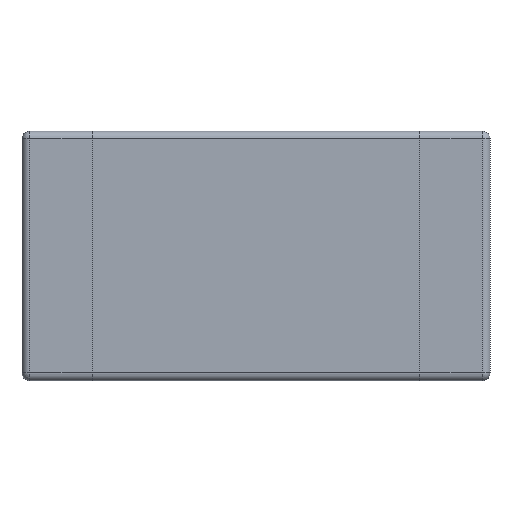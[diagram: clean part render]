
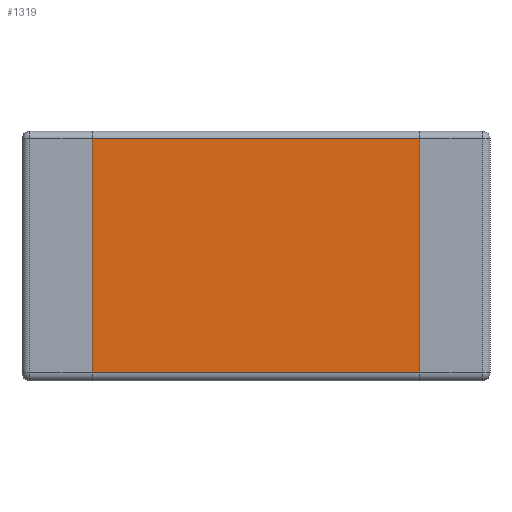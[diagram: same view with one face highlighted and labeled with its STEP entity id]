
A CAD part, front view. The second image highlights one B-rep face of the part: STEP entity #1319.
In plain terms, the highlighted planar face has unit normal (0, -1, 0).
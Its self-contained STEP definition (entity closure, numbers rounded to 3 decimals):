
#105 = CARTESIAN_POINT ( 'NONE',  ( -1.05, 0., 0.75 ) ) ;
#339 = CARTESIAN_POINT ( 'NONE',  ( 1.05, 0., 0.75 ) ) ;
#554 = FACE_OUTER_BOUND ( 'NONE', #1320, .T. ) ;
#584 = DIRECTION ( 'NONE',  ( -1., 0., 0. ) ) ;
#585 = VECTOR ( 'NONE', #584, 1000. ) ;
#586 = CARTESIAN_POINT ( 'NONE',  ( -1.5, 0., 0.75 ) ) ;
#588 = LINE ( 'NONE', #586, #585 ) ;
#589 = DIRECTION ( 'NONE',  ( 1., 0., 0. ) ) ;
#590 = VECTOR ( 'NONE', #589, 1000. ) ;
#591 = CARTESIAN_POINT ( 'NONE',  ( 1.5, 0., -0.75 ) ) ;
#592 = LINE ( 'NONE', #591, #590 ) ;
#593 = DIRECTION ( 'NONE',  ( 0., 0., -1. ) ) ;
#594 = DIRECTION ( 'NONE',  ( 0., -1., 0. ) ) ;
#595 = CARTESIAN_POINT ( 'NONE',  ( 1.5, 0., -0.8 ) ) ;
#596 = AXIS2_PLACEMENT_3D ( 'NONE', #595, #594, #593 ) ;
#597 = PLANE ( 'NONE',  #596 ) ;
#1111 = EDGE_CURVE ( 'NONE', #1252, #1112, #1450, .T. ) ;
#1112 = VERTEX_POINT ( 'NONE', #1446 ) ;
#1113 = EDGE_CURVE ( 'NONE', #1120, #1186, #1445, .T. ) ;
#1120 = VERTEX_POINT ( 'NONE', #1479 ) ;
#1186 = VERTEX_POINT ( 'NONE', #105 ) ;
#1252 = VERTEX_POINT ( 'NONE', #339 ) ;
#1319 = ADVANCED_FACE ( 'NONE', ( #554 ), #597, .T. ) ;
#1320 = EDGE_LOOP ( 'NONE', ( #1321, #1322, #1324, #1325 ) ) ;
#1321 = ORIENTED_EDGE ( 'NONE', *, *, #1113, .F. ) ;
#1322 = ORIENTED_EDGE ( 'NONE', *, *, #1323, .T. ) ;
#1323 = EDGE_CURVE ( 'NONE', #1120, #1112, #592, .T. ) ;
#1324 = ORIENTED_EDGE ( 'NONE', *, *, #1111, .F. ) ;
#1325 = ORIENTED_EDGE ( 'NONE', *, *, #1326, .T. ) ;
#1326 = EDGE_CURVE ( 'NONE', #1252, #1186, #588, .T. ) ;
#1442 = DIRECTION ( 'NONE',  ( 0., 0., 1. ) ) ;
#1443 = VECTOR ( 'NONE', #1442, 1000. ) ;
#1444 = CARTESIAN_POINT ( 'NONE',  ( -1.05, 0., -0.8 ) ) ;
#1445 = LINE ( 'NONE', #1444, #1443 ) ;
#1446 = CARTESIAN_POINT ( 'NONE',  ( 1.05, 0., -0.75 ) ) ;
#1447 = DIRECTION ( 'NONE',  ( 0., 0., -1. ) ) ;
#1448 = VECTOR ( 'NONE', #1447, 1000. ) ;
#1449 = CARTESIAN_POINT ( 'NONE',  ( 1.05, 0., -0.8 ) ) ;
#1450 = LINE ( 'NONE', #1449, #1448 ) ;
#1479 = CARTESIAN_POINT ( 'NONE',  ( -1.05, 0., -0.75 ) ) ;
